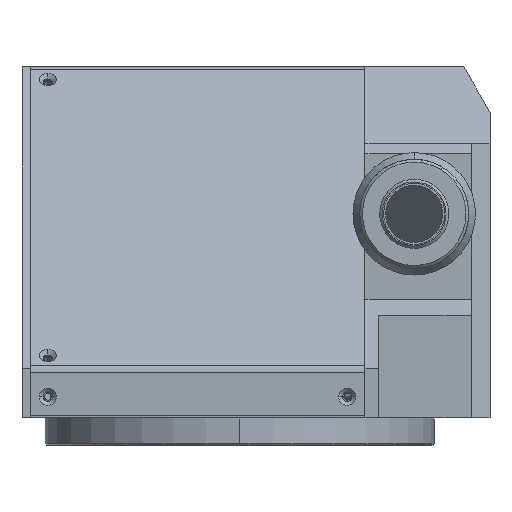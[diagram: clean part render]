
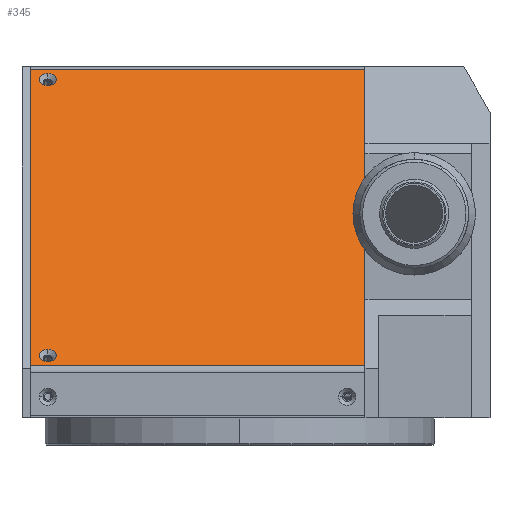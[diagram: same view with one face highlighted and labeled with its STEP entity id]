
A CAD part, left-side view. The second image highlights one B-rep face of the part: STEP entity #345.
In plain terms, the highlighted planar face has unit normal (-0.707, 0, 0.707).
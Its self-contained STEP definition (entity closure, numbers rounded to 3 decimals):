
#46 = CARTESIAN_POINT ( 'NONE',  ( -76.828, 77., 26.385 ) ) ;
#173 = ORIENTED_EDGE ( 'NONE', *, *, #2505, .F. ) ;
#190 = ORIENTED_EDGE ( 'NONE', *, *, #3491, .F. ) ;
#203 = CARTESIAN_POINT ( 'NONE',  ( -71.066, 70.5, 32.148 ) ) ;
#222 = ORIENTED_EDGE ( 'NONE', *, *, #2630, .F. ) ;
#264 = ORIENTED_EDGE ( 'NONE', *, *, #3493, .T. ) ;
#345 = ADVANCED_FACE ( 'NONE', ( #6235, #6183, #6220 ), #4750, .T. ) ;
#792 = CIRCLE ( 'NONE', #11545, 3.15 ) ;
#988 = LINE ( 'NONE', #12405, #8023 ) ;
#2141 = CARTESIAN_POINT ( 'NONE',  ( 25.852, 70.5, 129.066 ) ) ;
#2502 = EDGE_LOOP ( 'NONE', ( #4944, #222 ) ) ;
#2505 = EDGE_CURVE ( 'NONE', #3510, #3555, #11942, .T. ) ;
#2630 = EDGE_CURVE ( 'NONE', #10787, #7123, #792, .T. ) ;
#3097 = EDGE_CURVE ( 'NONE', #15410, #14419, #988, .T. ) ;
#3293 = CARTESIAN_POINT ( 'NONE',  ( 31.615, -46., 134.828 ) ) ;
#3447 = EDGE_CURVE ( 'NONE', #7123, #10787, #13434, .T. ) ;
#3491 = EDGE_CURVE ( 'NONE', #3555, #3510, #13400, .T. ) ;
#3493 = EDGE_CURVE ( 'NONE', #15410, #3735, #13259, .T. ) ;
#3510 = VERTEX_POINT ( 'NONE', #5784 ) ;
#3512 = EDGE_CURVE ( 'NONE', #4927, #3735, #14959, .T. ) ;
#3555 = VERTEX_POINT ( 'NONE', #203 ) ;
#3573 = EDGE_CURVE ( 'NONE', #14419, #4927, #12691, .T. ) ;
#3735 = VERTEX_POINT ( 'NONE', #46 ) ;
#4501 = DIRECTION ( 'NONE',  ( 0.707, 0., 0.707 ) ) ;
#4541 = DIRECTION ( 'NONE',  ( -0.707, 0., 0.707 ) ) ;
#4559 = CARTESIAN_POINT ( 'NONE',  ( -77.414, 294.359, 25.799 ) ) ;
#4750 = PLANE ( 'NONE',  #6313 ) ;
#4927 = VERTEX_POINT ( 'NONE', #5140 ) ;
#4944 = ORIENTED_EDGE ( 'NONE', *, *, #3447, .F. ) ;
#5011 = ORIENTED_EDGE ( 'NONE', *, *, #3512, .F. ) ;
#5022 = ORIENTED_EDGE ( 'NONE', *, *, #3573, .F. ) ;
#5051 = ORIENTED_EDGE ( 'NONE', *, *, #3097, .F. ) ;
#5140 = CARTESIAN_POINT ( 'NONE',  ( -76.828, -46., 26.385 ) ) ;
#5147 = CARTESIAN_POINT ( 'NONE',  ( 31.615, 77., 134.828 ) ) ;
#5261 = DIRECTION ( 'NONE',  ( -0.707, 0., -0.707 ) ) ;
#5293 = CARTESIAN_POINT ( 'NONE',  ( -77.414, -46., 25.799 ) ) ;
#5578 = DIRECTION ( 'NONE',  ( 0., 1., 0. ) ) ;
#5784 = CARTESIAN_POINT ( 'NONE',  ( -75.52, 70.5, 27.693 ) ) ;
#5836 = DIRECTION ( 'NONE',  ( 0.707, 0., 0.707 ) ) ;
#5839 = CARTESIAN_POINT ( 'NONE',  ( -73.293, 70.5, 29.92 ) ) ;
#5854 = CARTESIAN_POINT ( 'NONE',  ( -76.828, 294.359, 26.385 ) ) ;
#6083 = CARTESIAN_POINT ( 'NONE',  ( -77.414, 77., 25.799 ) ) ;
#6183 = FACE_BOUND ( 'NONE', #2502, .T. ) ;
#6220 = FACE_OUTER_BOUND ( 'NONE', #13057, .T. ) ;
#6235 = FACE_BOUND ( 'NONE', #12797, .T. ) ;
#6254 = DIRECTION ( 'NONE',  ( 0.707, 0., 0.707 ) ) ;
#6292 = DIRECTION ( 'NONE',  ( -0.707, 0., 0.707 ) ) ;
#6307 = CARTESIAN_POINT ( 'NONE',  ( 28.08, 70.5, 131.293 ) ) ;
#6313 = AXIS2_PLACEMENT_3D ( 'NONE', #4559, #4541, #4501 ) ;
#6732 = DIRECTION ( 'NONE',  ( 0.707, 0., 0.707 ) ) ;
#6792 = DIRECTION ( 'NONE',  ( -0.707, 0., 0.707 ) ) ;
#6832 = CARTESIAN_POINT ( 'NONE',  ( 28.08, 70.5, 131.293 ) ) ;
#6963 = DIRECTION ( 'NONE',  ( -0.707, 0., -0.707 ) ) ;
#7123 = VERTEX_POINT ( 'NONE', #14108 ) ;
#7739 = DIRECTION ( 'NONE',  ( -0.707, 0., 0.707 ) ) ;
#7885 = DIRECTION ( 'NONE',  ( 0.707, 0., 0.707 ) ) ;
#7902 = DIRECTION ( 'NONE',  ( -0.707, 0., 0.707 ) ) ;
#7908 = CARTESIAN_POINT ( 'NONE',  ( -73.293, 70.5, 29.92 ) ) ;
#8023 = VECTOR ( 'NONE', #11534, 1000. ) ;
#8717 = AXIS2_PLACEMENT_3D ( 'NONE', #5839, #7739, #5836 ) ;
#8759 = AXIS2_PLACEMENT_3D ( 'NONE', #6832, #6792, #6732 ) ;
#10787 = VERTEX_POINT ( 'NONE', #2141 ) ;
#11534 = DIRECTION ( 'NONE',  ( 0., -1., 0. ) ) ;
#11545 = AXIS2_PLACEMENT_3D ( 'NONE', #6307, #6292, #6254 ) ;
#11942 = CIRCLE ( 'NONE', #12181, 3.15 ) ;
#12181 = AXIS2_PLACEMENT_3D ( 'NONE', #7908, #7902, #7885 ) ;
#12405 = CARTESIAN_POINT ( 'NONE',  ( 31.615, 294.359, 134.828 ) ) ;
#12641 = VECTOR ( 'NONE', #5261, 1000. ) ;
#12691 = LINE ( 'NONE', #5293, #12641 ) ;
#12704 = VECTOR ( 'NONE', #5578, 1000. ) ;
#12797 = EDGE_LOOP ( 'NONE', ( #190, #173 ) ) ;
#13057 = EDGE_LOOP ( 'NONE', ( #264, #5011, #5022, #5051 ) ) ;
#13259 = LINE ( 'NONE', #6083, #15089 ) ;
#13400 = CIRCLE ( 'NONE', #8717, 3.15 ) ;
#13434 = CIRCLE ( 'NONE', #8759, 3.15 ) ;
#14108 = CARTESIAN_POINT ( 'NONE',  ( 30.307, 70.5, 133.52 ) ) ;
#14419 = VERTEX_POINT ( 'NONE', #3293 ) ;
#14959 = LINE ( 'NONE', #5854, #12704 ) ;
#15089 = VECTOR ( 'NONE', #6963, 1000. ) ;
#15410 = VERTEX_POINT ( 'NONE', #5147 ) ;
